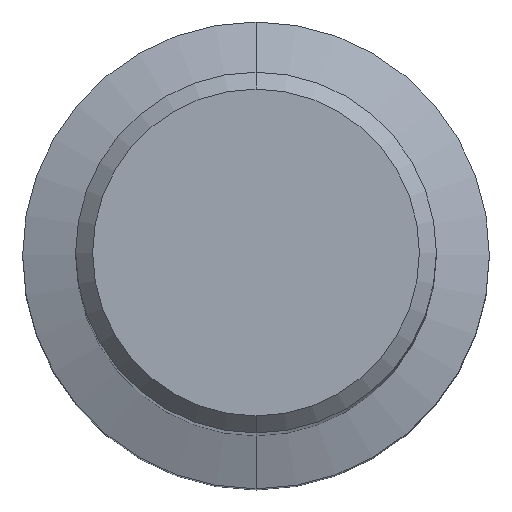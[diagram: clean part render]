
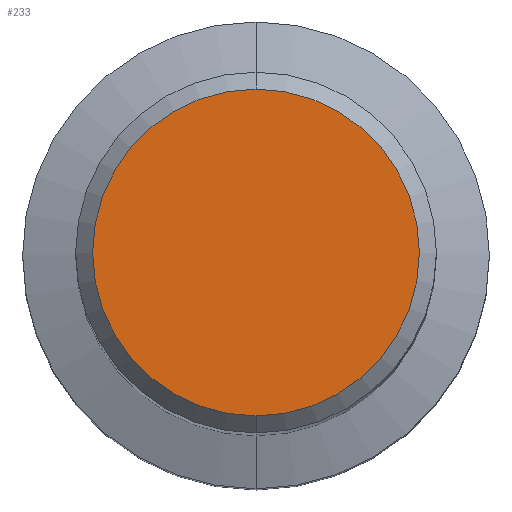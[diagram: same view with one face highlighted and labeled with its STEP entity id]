
A CAD part, top view. The second image highlights one B-rep face of the part: STEP entity #233.
In plain terms, the highlighted planar face has unit normal (0, 0, 1).
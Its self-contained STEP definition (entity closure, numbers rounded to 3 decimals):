
#233=ADVANCED_FACE('',(#592),#593,.T.);
#363=EDGE_CURVE('',#369,#497,#733,.T.);
#369=VERTEX_POINT('',#739);
#375=EDGE_CURVE('',#497,#369,#745,.T.);
#497=VERTEX_POINT('',#882);
#592=FACE_OUTER_BOUND('',#986,.T.);
#593=PLANE('',#987);
#733=CIRCLE('',#1208,7.7);
#739=CARTESIAN_POINT('',(0.,-7.7,0.0));
#745=CIRCLE('',#1240,7.7);
#882=CARTESIAN_POINT('',(0.0,7.7,0.0));
#986=EDGE_LOOP('',(#1760,#1761));
#987=AXIS2_PLACEMENT_3D('',#1762,#1763,#1764);
#1208=AXIS2_PLACEMENT_3D('',#1890,#1891,#1892);
#1240=AXIS2_PLACEMENT_3D('',#1897,#1898,#1899);
#1760=ORIENTED_EDGE('',*,*,#375,.F.);
#1761=ORIENTED_EDGE('',*,*,#363,.F.);
#1762=CARTESIAN_POINT('',(0.0,3.85,0.0));
#1763=DIRECTION('',(-0.0,0.0,1.0));
#1764=DIRECTION('',(0.0,-1.0,0.0));
#1890=CARTESIAN_POINT('',(0.0,0.0,0.0));
#1891=DIRECTION('',(0.0,0.0,-1.0));
#1892=DIRECTION('',(0.0,1.0,0.0));
#1897=CARTESIAN_POINT('',(0.0,0.0,0.0));
#1898=DIRECTION('',(0.0,0.0,-1.0));
#1899=DIRECTION('',(0.0,1.0,0.0));
